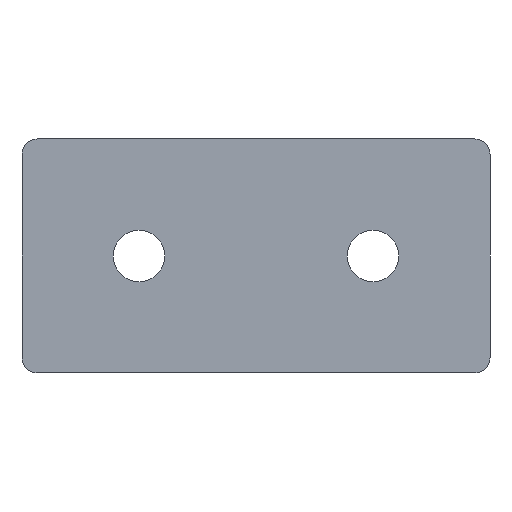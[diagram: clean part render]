
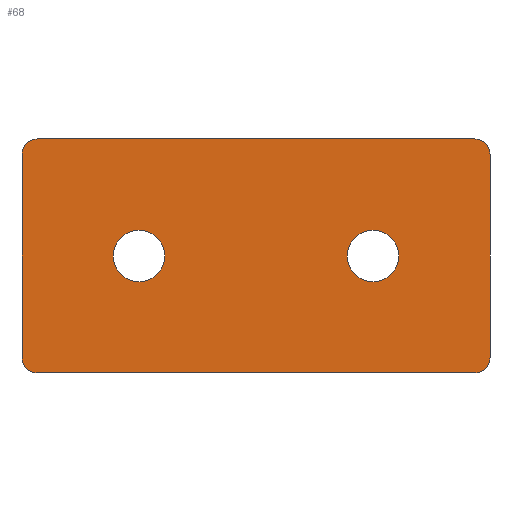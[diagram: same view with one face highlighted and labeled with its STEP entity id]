
A CAD part, front view. The second image highlights one B-rep face of the part: STEP entity #68.
In plain terms, the highlighted planar face has unit normal (0, -1, 0).
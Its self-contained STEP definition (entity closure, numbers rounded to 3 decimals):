
#68 = ADVANCED_FACE( '', ( #144, #145, #146 ), #147, .F. );
#144 = FACE_BOUND( '', #221, .T. );
#145 = FACE_BOUND( '', #222, .T. );
#146 = FACE_OUTER_BOUND( '', #223, .T. );
#147 = PLANE( '', #224 );
#221 = EDGE_LOOP( '', ( #339 ) );
#222 = EDGE_LOOP( '', ( #340 ) );
#223 = EDGE_LOOP( '', ( #341, #342, #343, #344, #345, #346, #347, #348 ) );
#224 = AXIS2_PLACEMENT_3D( '', #349, #350, #351 );
#339 = ORIENTED_EDGE( '', *, *, #442, .F. );
#340 = ORIENTED_EDGE( '', *, *, #445, .F. );
#341 = ORIENTED_EDGE( '', *, *, #456, .F. );
#342 = ORIENTED_EDGE( '', *, *, #426, .F. );
#343 = ORIENTED_EDGE( '', *, *, #449, .F. );
#344 = ORIENTED_EDGE( '', *, *, #463, .F. );
#345 = ORIENTED_EDGE( '', *, *, #461, .F. );
#346 = ORIENTED_EDGE( '', *, *, #464, .F. );
#347 = ORIENTED_EDGE( '', *, *, #452, .F. );
#348 = ORIENTED_EDGE( '', *, *, #419, .F. );
#349 = CARTESIAN_POINT( '', ( 2., 0., -2. ) );
#350 = DIRECTION( '', ( 0., 1., 0. ) );
#351 = DIRECTION( '', ( 0., 0., 1. ) );
#419 = EDGE_CURVE( '', #484, #486, #487, .T. );
#426 = EDGE_CURVE( '', #497, #499, #500, .T. );
#442 = EDGE_CURVE( '', #526, #526, #527, .T. );
#445 = EDGE_CURVE( '', #530, #530, #531, .T. );
#449 = EDGE_CURVE( '', #535, #497, #537, .T. );
#452 = EDGE_CURVE( '', #486, #541, #542, .T. );
#456 = EDGE_CURVE( '', #499, #484, #546, .T. );
#461 = EDGE_CURVE( '', #553, #549, #555, .T. );
#463 = EDGE_CURVE( '', #549, #535, #557, .T. );
#464 = EDGE_CURVE( '', #541, #553, #558, .T. );
#484 = VERTEX_POINT( '', #580 );
#486 = VERTEX_POINT( '', #583 );
#487 = CIRCLE( '', #584, 2. );
#497 = VERTEX_POINT( '', #595 );
#499 = VERTEX_POINT( '', #598 );
#500 = CIRCLE( '', #599, 2. );
#526 = VERTEX_POINT( '', #630 );
#527 = CIRCLE( '', #631, 3.3 );
#530 = VERTEX_POINT( '', #634 );
#531 = CIRCLE( '', #635, 3.3 );
#535 = VERTEX_POINT( '', #640 );
#537 = LINE( '', #643, #644 );
#541 = VERTEX_POINT( '', #649 );
#542 = LINE( '', #650, #651 );
#546 = LINE( '', #657, #658 );
#549 = VERTEX_POINT( '', #661 );
#553 = VERTEX_POINT( '', #667 );
#555 = LINE( '', #670, #671 );
#557 = CIRCLE( '', #673, 2. );
#558 = CIRCLE( '', #674, 2. );
#580 = CARTESIAN_POINT( '', ( 0., 0., -2. ) );
#583 = CARTESIAN_POINT( '', ( 2., 0., 0. ) );
#584 = AXIS2_PLACEMENT_3D( '', #696, #697, #698 );
#595 = CARTESIAN_POINT( '', ( 2., 0., -30. ) );
#598 = CARTESIAN_POINT( '', ( 0., 0., -28. ) );
#599 = AXIS2_PLACEMENT_3D( '', #710, #711, #712 );
#630 = CARTESIAN_POINT( '', ( 45., 0., -18.3 ) );
#631 = AXIS2_PLACEMENT_3D( '', #736, #737, #738 );
#634 = CARTESIAN_POINT( '', ( 15., 0., -18.3 ) );
#635 = AXIS2_PLACEMENT_3D( '', #739, #740, #741 );
#640 = CARTESIAN_POINT( '', ( 58., 0., -30. ) );
#643 = CARTESIAN_POINT( '', ( 58., 0., -30. ) );
#644 = VECTOR( '', #744, 1000. );
#649 = CARTESIAN_POINT( '', ( 58., 0., 0. ) );
#650 = CARTESIAN_POINT( '', ( 2., 0., 0. ) );
#651 = VECTOR( '', #746, 1000. );
#657 = CARTESIAN_POINT( '', ( 0., 0., -28. ) );
#658 = VECTOR( '', #749, 1000. );
#661 = CARTESIAN_POINT( '', ( 60., 0., -28. ) );
#667 = CARTESIAN_POINT( '', ( 60., 0., -2. ) );
#670 = CARTESIAN_POINT( '', ( 60., 0., -2. ) );
#671 = VECTOR( '', #753, 1000. );
#673 = AXIS2_PLACEMENT_3D( '', #754, #755, #756 );
#674 = AXIS2_PLACEMENT_3D( '', #757, #758, #759 );
#696 = CARTESIAN_POINT( '', ( 2., 0., -2. ) );
#697 = DIRECTION( '', ( 0., 1., 0. ) );
#698 = DIRECTION( '', ( 1., 0., 0. ) );
#710 = CARTESIAN_POINT( '', ( 2., 0., -28. ) );
#711 = DIRECTION( '', ( 0., 1., 0. ) );
#712 = DIRECTION( '', ( 1., 0., 0. ) );
#736 = CARTESIAN_POINT( '', ( 45., 0., -15. ) );
#737 = DIRECTION( '', ( 0., -1., 0. ) );
#738 = DIRECTION( '', ( 0., 0., -1. ) );
#739 = CARTESIAN_POINT( '', ( 15., 0., -15. ) );
#740 = DIRECTION( '', ( 0., -1., 0. ) );
#741 = DIRECTION( '', ( 0., 0., -1. ) );
#744 = DIRECTION( '', ( -1., 0., 0. ) );
#746 = DIRECTION( '', ( 1., 0., 0. ) );
#749 = DIRECTION( '', ( 0., 0., 1. ) );
#753 = DIRECTION( '', ( 0., 0., -1. ) );
#754 = CARTESIAN_POINT( '', ( 58., 0., -28. ) );
#755 = DIRECTION( '', ( 0., 1., 0. ) );
#756 = DIRECTION( '', ( 1., 0., 0. ) );
#757 = CARTESIAN_POINT( '', ( 58., 0., -2. ) );
#758 = DIRECTION( '', ( 0., 1., 0. ) );
#759 = DIRECTION( '', ( 1., 0., 0. ) );
